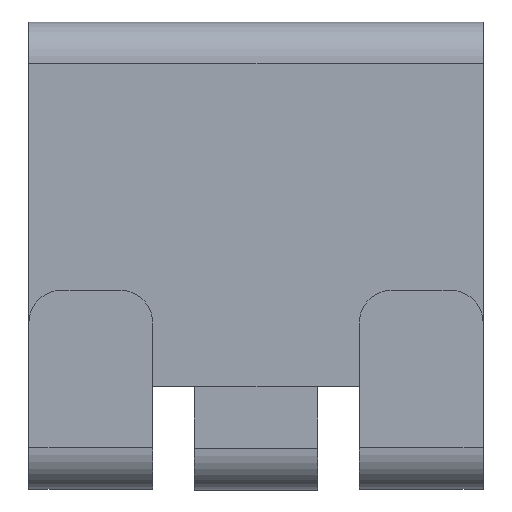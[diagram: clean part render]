
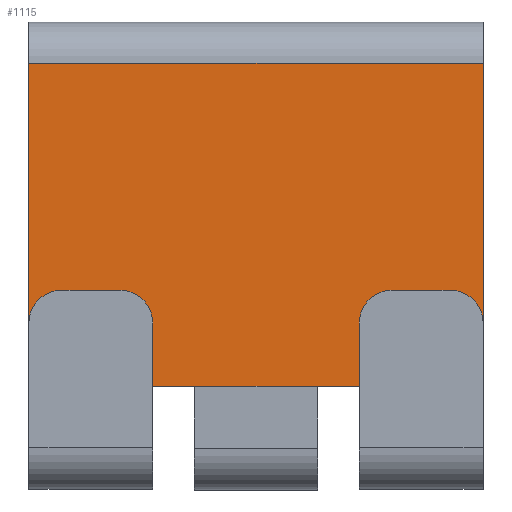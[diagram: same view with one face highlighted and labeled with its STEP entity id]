
A CAD part, top view. The second image highlights one B-rep face of the part: STEP entity #1115.
In plain terms, the highlighted planar face has unit normal (0, 0, 1).
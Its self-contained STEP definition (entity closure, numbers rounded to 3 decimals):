
#37 = CARTESIAN_POINT ( 'NONE',  ( -12.5, -94.11, 10. ) ) ;
#60 = CARTESIAN_POINT ( 'NONE',  ( 12.5, -44.11, 10. ) ) ;
#79 = ORIENTED_EDGE ( 'NONE', *, *, #1715, .T. ) ;
#104 = EDGE_CURVE ( 'NONE', #1251, #354, #644, .T. ) ;
#116 = VERTEX_POINT ( 'NONE', #1460 ) ;
#164 = LINE ( 'NONE', #1477, #839 ) ;
#337 = VERTEX_POINT ( 'NONE', #670 ) ;
#354 = VERTEX_POINT ( 'NONE', #1383 ) ;
#397 = EDGE_LOOP ( 'NONE', ( #1282, #1700, #517, #2082, #1286, #79, #1895, #402 ) ) ;
#402 = ORIENTED_EDGE ( 'NONE', *, *, #1891, .F. ) ;
#517 = ORIENTED_EDGE ( 'NONE', *, *, #882, .T. ) ;
#606 = VERTEX_POINT ( 'NONE', #976 ) ;
#615 = VECTOR ( 'NONE', #2290, 1000. ) ;
#626 = DIRECTION ( 'NONE',  ( 0., 1., 0. ) ) ;
#644 = LINE ( 'NONE', #60, #2087 ) ;
#670 = CARTESIAN_POINT ( 'NONE',  ( 27.5, -5., 10. ) ) ;
#674 = DIRECTION ( 'NONE',  ( 0., 0., 1. ) ) ;
#687 = DIRECTION ( 'NONE',  ( 1., 0., 0. ) ) ;
#839 = VECTOR ( 'NONE', #626, 1000. ) ;
#849 = EDGE_CURVE ( 'NONE', #1016, #1134, #1081, .T. ) ;
#867 = DIRECTION ( 'NONE',  ( 0., -1., 0. ) ) ;
#882 = EDGE_CURVE ( 'NONE', #606, #1134, #2174, .T. ) ;
#929 = DIRECTION ( 'NONE',  ( 0., -1., 0. ) ) ;
#976 = CARTESIAN_POINT ( 'NONE',  ( -27.5, -5., 10. ) ) ;
#1011 = CARTESIAN_POINT ( 'NONE',  ( 0., -5., 10. ) ) ;
#1016 = VERTEX_POINT ( 'NONE', #1788 ) ;
#1081 = LINE ( 'NONE', #1542, #1757 ) ;
#1085 = PLANE ( 'NONE',  #2078 ) ;
#1100 = DIRECTION ( 'NONE',  ( 0., -1., 0. ) ) ;
#1115 = ADVANCED_FACE ( 'NONE', ( #1216 ), #1085, .T. ) ;
#1116 = EDGE_CURVE ( 'NONE', #337, #606, #1620, .T. ) ;
#1125 = LINE ( 'NONE', #37, #1962 ) ;
#1134 = VERTEX_POINT ( 'NONE', #1388 ) ;
#1188 = DIRECTION ( 'NONE',  ( -1., 0., 0. ) ) ;
#1211 = VECTOR ( 'NONE', #687, 1000. ) ;
#1216 = FACE_OUTER_BOUND ( 'NONE', #397, .T. ) ;
#1251 = VERTEX_POINT ( 'NONE', #1824 ) ;
#1282 = ORIENTED_EDGE ( 'NONE', *, *, #1289, .T. ) ;
#1286 = ORIENTED_EDGE ( 'NONE', *, *, #1957, .T. ) ;
#1289 = EDGE_CURVE ( 'NONE', #1494, #337, #164, .T. ) ;
#1383 = CARTESIAN_POINT ( 'NONE',  ( 12.5, -51.61, 10. ) ) ;
#1388 = CARTESIAN_POINT ( 'NONE',  ( -27.5, -51.61, 10. ) ) ;
#1460 = CARTESIAN_POINT ( 'NONE',  ( -12.5, -44.11, 10. ) ) ;
#1477 = CARTESIAN_POINT ( 'NONE',  ( 27.5, -94.11, 10. ) ) ;
#1483 = VECTOR ( 'NONE', #929, 1000. ) ;
#1494 = VERTEX_POINT ( 'NONE', #2221 ) ;
#1542 = CARTESIAN_POINT ( 'NONE',  ( 0., -51.61, 10. ) ) ;
#1552 = DIRECTION ( 'NONE',  ( -1., 0., 0. ) ) ;
#1620 = LINE ( 'NONE', #1011, #2306 ) ;
#1654 = DIRECTION ( 'NONE',  ( 0., 1., 0. ) ) ;
#1700 = ORIENTED_EDGE ( 'NONE', *, *, #1116, .T. ) ;
#1715 = EDGE_CURVE ( 'NONE', #116, #1251, #1741, .T. ) ;
#1732 = CARTESIAN_POINT ( 'NONE',  ( -12.5, -44.11, 10. ) ) ;
#1741 = LINE ( 'NONE', #1732, #1211 ) ;
#1744 = CARTESIAN_POINT ( 'NONE',  ( 0., -51.61, 10. ) ) ;
#1757 = VECTOR ( 'NONE', #1188, 1000. ) ;
#1772 = CARTESIAN_POINT ( 'NONE',  ( 0., 5.89, 10. ) ) ;
#1788 = CARTESIAN_POINT ( 'NONE',  ( -12.5, -51.61, 10. ) ) ;
#1824 = CARTESIAN_POINT ( 'NONE',  ( 12.5, -44.11, 10. ) ) ;
#1857 = CARTESIAN_POINT ( 'NONE',  ( -27.5, 55.89, 10. ) ) ;
#1891 = EDGE_CURVE ( 'NONE', #1494, #354, #2311, .T. ) ;
#1895 = ORIENTED_EDGE ( 'NONE', *, *, #104, .T. ) ;
#1957 = EDGE_CURVE ( 'NONE', #1016, #116, #1125, .T. ) ;
#1962 = VECTOR ( 'NONE', #1654, 1000. ) ;
#2078 = AXIS2_PLACEMENT_3D ( 'NONE', #1772, #674, #867 ) ;
#2082 = ORIENTED_EDGE ( 'NONE', *, *, #849, .F. ) ;
#2087 = VECTOR ( 'NONE', #1100, 1000. ) ;
#2174 = LINE ( 'NONE', #1857, #1483 ) ;
#2221 = CARTESIAN_POINT ( 'NONE',  ( 27.5, -51.61, 10. ) ) ;
#2290 = DIRECTION ( 'NONE',  ( -1., 0., 0. ) ) ;
#2306 = VECTOR ( 'NONE', #1552, 1000. ) ;
#2311 = LINE ( 'NONE', #1744, #615 ) ;
